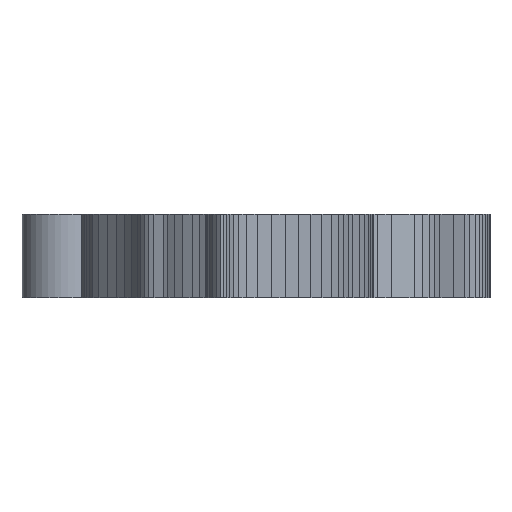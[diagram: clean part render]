
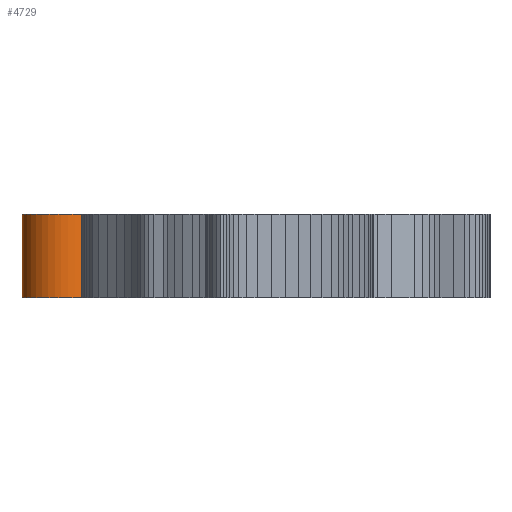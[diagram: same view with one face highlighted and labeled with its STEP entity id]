
A CAD part, left-side view. The second image highlights one B-rep face of the part: STEP entity #4729.
In plain terms, the highlighted cylindrical face has radius 4 mm (diameter 8 mm), a partial arc.
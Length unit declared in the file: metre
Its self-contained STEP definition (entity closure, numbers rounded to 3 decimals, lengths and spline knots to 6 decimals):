
#12=CYLINDRICAL_SURFACE('',#5029,0.004);
#15=CIRCLE('',#5024,0.004);
#16=CIRCLE('',#5026,0.004);
#1205=ORIENTED_EDGE('',*,*,#1963,.T.);
#1206=ORIENTED_EDGE('',*,*,#1439,.T.);
#1207=ORIENTED_EDGE('',*,*,#1964,.F.);
#1208=ORIENTED_EDGE('',*,*,#1959,.T.);
#1439=EDGE_CURVE('',#2091,#2092,#2553,.T.);
#1959=EDGE_CURVE('',#2439,#2440,#3073,.F.);
#1963=EDGE_CURVE('',#2440,#2091,#15,.T.);
#1964=EDGE_CURVE('',#2439,#2092,#16,.T.);
#2091=VERTEX_POINT('',#6341);
#2092=VERTEX_POINT('',#6342);
#2439=VERTEX_POINT('',#7382);
#2440=VERTEX_POINT('',#7383);
#2553=LINE('',#6340,#3215);
#3073=LINE('',#7381,#3735);
#3215=VECTOR('',#5170,1.);
#3735=VECTOR('',#6036,1.);
#4023=EDGE_LOOP('',(#1205,#1206,#1207,#1208));
#4261=FACE_BOUND('',#4023,.T.);
#4729=ADVANCED_FACE('',(#4261),#12,.T.);
#5024=AXIS2_PLACEMENT_3D('',#7388,#6043,#6044);
#5026=AXIS2_PLACEMENT_3D('',#7390,#6047,#6048);
#5029=AXIS2_PLACEMENT_3D('',#7393,#6053,#6054);
#5170=DIRECTION('',(0.,0.,1.));
#6036=DIRECTION('',(0.,0.,1.));
#6043=DIRECTION('',(0.,0.,1.));
#6044=DIRECTION('',(1.,0.,0.));
#6047=DIRECTION('',(0.,0.,1.));
#6048=DIRECTION('',(1.,0.,0.));
#6053=DIRECTION('',(0.,0.,1.));
#6054=DIRECTION('',(1.,0.,0.));
#6340=CARTESIAN_POINT('',(-0.003593,0.01917,-0.008));
#6341=CARTESIAN_POINT('',(-0.003593,0.01917,-0.008));
#6342=CARTESIAN_POINT('',(-0.003593,0.01917,0.));
#7381=CARTESIAN_POINT('',(0.0036,0.019182,-0.008));
#7382=CARTESIAN_POINT('',(0.0036,0.019182,0.));
#7383=CARTESIAN_POINT('',(0.0036,0.019182,-0.008));
#7388=CARTESIAN_POINT('',(0.,0.020927,-0.008));
#7390=CARTESIAN_POINT('',(0.,0.020927,0.));
#7393=CARTESIAN_POINT('',(0.,0.020927,-0.008));
